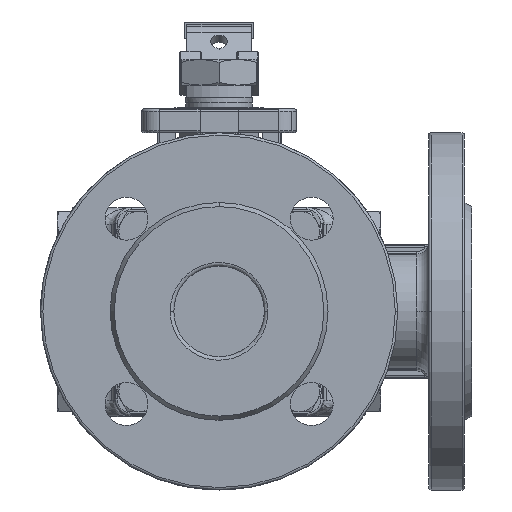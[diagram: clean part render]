
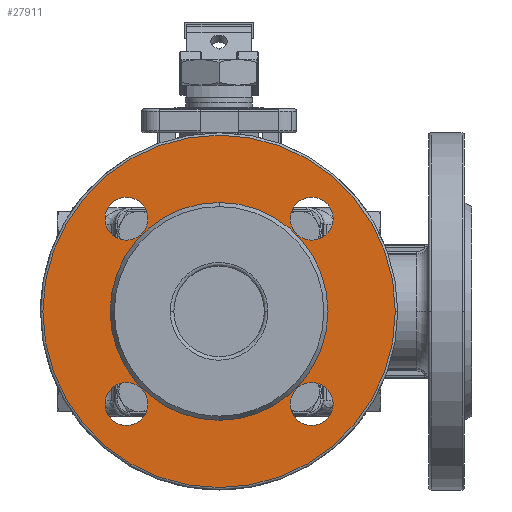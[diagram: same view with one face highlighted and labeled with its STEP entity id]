
A CAD part, left-side view. The second image highlights one B-rep face of the part: STEP entity #27911.
In plain terms, the highlighted planar face has unit normal (-1, 0, 0).
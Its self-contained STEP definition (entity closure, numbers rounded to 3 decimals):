
#23249=CARTESIAN_POINT('',(-103.,-29.891,38.891));
#23250=VERTEX_POINT('',#23249);
#23259=CARTESIAN_POINT('',(-103.,-47.891,38.891));
#23260=VERTEX_POINT('',#23259);
#23261=CARTESIAN_POINT('',(-103.,-38.891,38.891));
#23262=DIRECTION('',(1.,-0.,0.));
#23263=DIRECTION('',(0.,1.,-0.));
#23264=AXIS2_PLACEMENT_3D('',#23261,#23262,#23263);
#23265=CIRCLE('',#23264,9.);
#23266=EDGE_CURVE('',#23260,#23250,#23265,.T.);
#23291=CARTESIAN_POINT('',(-103.,47.891,38.891));
#23292=VERTEX_POINT('',#23291);
#23301=CARTESIAN_POINT('',(-103.,29.891,38.891));
#23302=VERTEX_POINT('',#23301);
#23303=CARTESIAN_POINT('',(-103.,38.891,38.891));
#23304=DIRECTION('',(1.,-0.,0.));
#23305=DIRECTION('',(0.,1.,-0.));
#23306=AXIS2_PLACEMENT_3D('',#23303,#23304,#23305);
#23307=CIRCLE('',#23306,9.);
#23308=EDGE_CURVE('',#23302,#23292,#23307,.T.);
#23333=CARTESIAN_POINT('',(-103.,47.891,-38.891));
#23334=VERTEX_POINT('',#23333);
#23343=CARTESIAN_POINT('',(-103.,29.891,-38.891));
#23344=VERTEX_POINT('',#23343);
#23345=CARTESIAN_POINT('',(-103.,38.891,-38.891));
#23346=DIRECTION('',(1.,-0.,0.));
#23347=DIRECTION('',(0.,1.,-0.));
#23348=AXIS2_PLACEMENT_3D('',#23345,#23346,#23347);
#23349=CIRCLE('',#23348,9.);
#23350=EDGE_CURVE('',#23344,#23334,#23349,.T.);
#23375=CARTESIAN_POINT('',(-103.,-29.891,-38.891));
#23376=VERTEX_POINT('',#23375);
#23385=CARTESIAN_POINT('',(-103.,-47.891,-38.891));
#23386=VERTEX_POINT('',#23385);
#23387=CARTESIAN_POINT('',(-103.,-38.891,-38.891));
#23388=DIRECTION('',(1.,-0.,0.));
#23389=DIRECTION('',(0.,1.,-0.));
#23390=AXIS2_PLACEMENT_3D('',#23387,#23388,#23389);
#23391=CIRCLE('',#23390,9.);
#23392=EDGE_CURVE('',#23386,#23376,#23391,.T.);
#24177=CARTESIAN_POINT('',(-103.,-74.,-0.));
#24178=VERTEX_POINT('',#24177);
#24188=CARTESIAN_POINT('',(-103.,74.,-0.));
#24189=VERTEX_POINT('',#24188);
#24190=CARTESIAN_POINT('',(-103.,-0.,-0.));
#24191=DIRECTION('',(1.,-0.,0.));
#24192=DIRECTION('',(-0.,-1.,0.));
#24193=AXIS2_PLACEMENT_3D('',#24190,#24191,#24192);
#24194=CIRCLE('',#24193,74.);
#24195=EDGE_CURVE('',#24178,#24189,#24194,.T.);
#24222=CARTESIAN_POINT('',(-103.,-0.,-45.732));
#24223=VERTEX_POINT('',#24222);
#24239=CARTESIAN_POINT('',(-103.,-0.,45.732));
#24240=VERTEX_POINT('',#24239);
#24247=CARTESIAN_POINT('',(-103.,-0.,-0.));
#24248=DIRECTION('',(1.,-0.,0.));
#24249=DIRECTION('',(0.,-0.,-1.));
#24250=AXIS2_PLACEMENT_3D('',#24247,#24248,#24249);
#24251=CIRCLE('',#24250,45.732);
#24252=EDGE_CURVE('',#24223,#24240,#24251,.T.);
#27577=CARTESIAN_POINT('',(-103.,-0.,-0.));
#27578=DIRECTION('',(1.,-0.,0.));
#27579=DIRECTION('',(0.,-0.,-1.));
#27580=AXIS2_PLACEMENT_3D('',#27577,#27578,#27579);
#27581=CIRCLE('',#27580,45.732);
#27582=EDGE_CURVE('',#24240,#24223,#27581,.T.);
#27604=CARTESIAN_POINT('',(-103.,-0.,-0.));
#27605=DIRECTION('',(1.,-0.,0.));
#27606=DIRECTION('',(-0.,-1.,0.));
#27607=AXIS2_PLACEMENT_3D('',#27604,#27605,#27606);
#27608=CIRCLE('',#27607,74.);
#27609=EDGE_CURVE('',#24189,#24178,#27608,.T.);
#27858=CARTESIAN_POINT('',(-103.,-0.,-60.366));
#27859=DIRECTION('',(-1.,0.,-0.));
#27860=DIRECTION('',(-0.,0.,1.));
#27861=AXIS2_PLACEMENT_3D('',#27858,#27859,#27860);
#27862=PLANE('',#27861);
#27863=ORIENTED_EDGE('',*,*,#27609,.F.);
#27864=ORIENTED_EDGE('',*,*,#24195,.F.);
#27865=EDGE_LOOP('',(#27863,#27864));
#27866=FACE_BOUND('',#27865,.T.);
#27867=ORIENTED_EDGE('',*,*,#27582,.T.);
#27868=ORIENTED_EDGE('',*,*,#24252,.T.);
#27869=EDGE_LOOP('',(#27867,#27868));
#27870=FACE_BOUND('',#27869,.T.);
#27871=ORIENTED_EDGE('',*,*,#23392,.T.);
#27872=CARTESIAN_POINT('',(-103.,-38.891,-38.891));
#27873=DIRECTION('',(1.,-0.,0.));
#27874=DIRECTION('',(0.,1.,-0.));
#27875=AXIS2_PLACEMENT_3D('',#27872,#27873,#27874);
#27876=CIRCLE('',#27875,9.);
#27877=EDGE_CURVE('',#23376,#23386,#27876,.T.);
#27878=ORIENTED_EDGE('',*,*,#27877,.T.);
#27879=EDGE_LOOP('',(#27871,#27878));
#27880=FACE_BOUND('',#27879,.T.);
#27881=ORIENTED_EDGE('',*,*,#23350,.T.);
#27882=CARTESIAN_POINT('',(-103.,38.891,-38.891));
#27883=DIRECTION('',(1.,-0.,0.));
#27884=DIRECTION('',(0.,1.,-0.));
#27885=AXIS2_PLACEMENT_3D('',#27882,#27883,#27884);
#27886=CIRCLE('',#27885,9.);
#27887=EDGE_CURVE('',#23334,#23344,#27886,.T.);
#27888=ORIENTED_EDGE('',*,*,#27887,.T.);
#27889=EDGE_LOOP('',(#27881,#27888));
#27890=FACE_BOUND('',#27889,.T.);
#27891=ORIENTED_EDGE('',*,*,#23308,.T.);
#27892=CARTESIAN_POINT('',(-103.,38.891,38.891));
#27893=DIRECTION('',(1.,-0.,0.));
#27894=DIRECTION('',(0.,1.,-0.));
#27895=AXIS2_PLACEMENT_3D('',#27892,#27893,#27894);
#27896=CIRCLE('',#27895,9.);
#27897=EDGE_CURVE('',#23292,#23302,#27896,.T.);
#27898=ORIENTED_EDGE('',*,*,#27897,.T.);
#27899=EDGE_LOOP('',(#27891,#27898));
#27900=FACE_BOUND('',#27899,.T.);
#27901=ORIENTED_EDGE('',*,*,#23266,.T.);
#27902=CARTESIAN_POINT('',(-103.,-38.891,38.891));
#27903=DIRECTION('',(1.,-0.,0.));
#27904=DIRECTION('',(0.,1.,-0.));
#27905=AXIS2_PLACEMENT_3D('',#27902,#27903,#27904);
#27906=CIRCLE('',#27905,9.);
#27907=EDGE_CURVE('',#23250,#23260,#27906,.T.);
#27908=ORIENTED_EDGE('',*,*,#27907,.T.);
#27909=EDGE_LOOP('',(#27901,#27908));
#27910=FACE_BOUND('',#27909,.T.);
#27911=ADVANCED_FACE('',(#27866,#27870,#27880,#27890,#27900,#27910),#27862,.T.);
